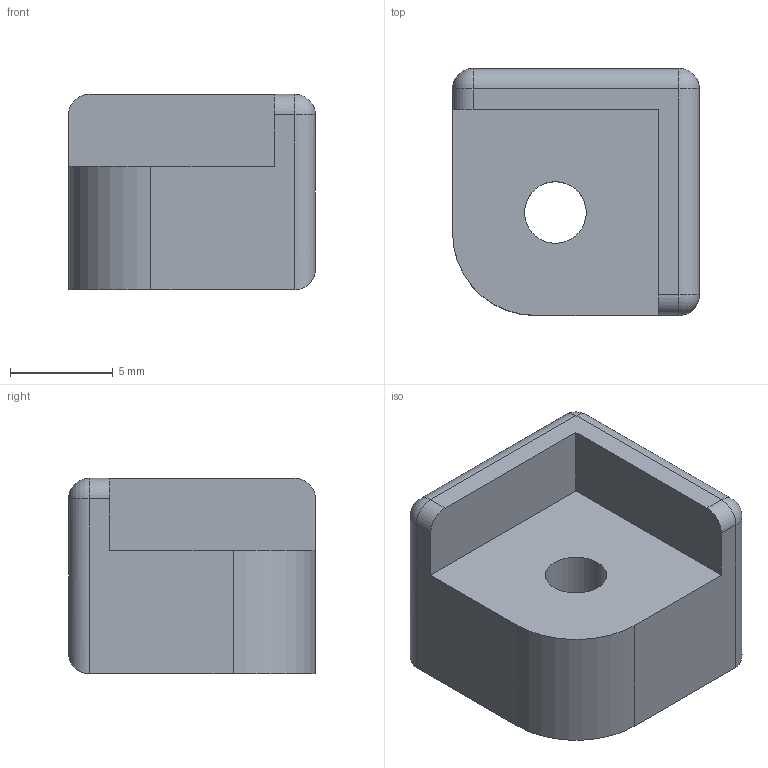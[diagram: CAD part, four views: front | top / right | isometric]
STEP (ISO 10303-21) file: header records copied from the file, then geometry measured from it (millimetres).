
FILE_DESCRIPTION(('STEP AP203'), '1');
FILE_NAME('ïîäñòàâêà', '', ('UNSPECIFIED'), ('UNSPECIFIED'), 'C3D Converter', 'C3D Toolkit', '');
FILE_SCHEMA(('CONFIG_CONTROL_DESIGN'));
Length unit declared in the file: millimetre
Bounding box: 12 x 12 x 9.5 mm (x, y, z)
Volume: 890.8 mm3; surface area: 757.5 mm2
Topology: 1 solids, 1 shells, 31 faces, 74 edges, 42 vertices
Faces by surface type: plane 16, cylinder 11, sphere 4
Full cylindrical faces by diameter (mm): 3 x1
Entity records: 1132 total; most frequent: CARTESIAN_POINT 149, DIRECTION 149, ORIENTED_EDGE 138, EDGE_CURVE 69, AXIS2_PLACEMENT_3D 50, LINE 49, VECTOR 49, VERTEX_POINT 42
